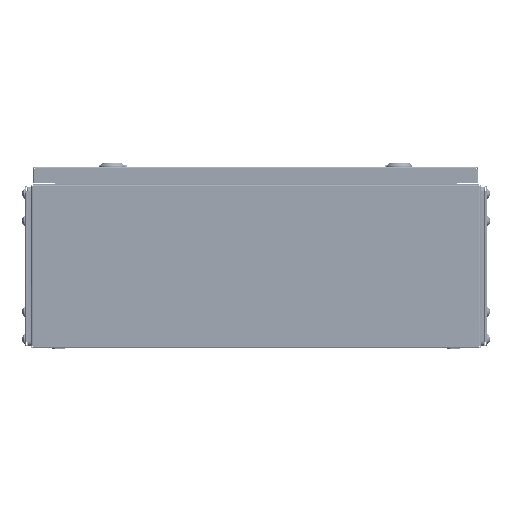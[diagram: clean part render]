
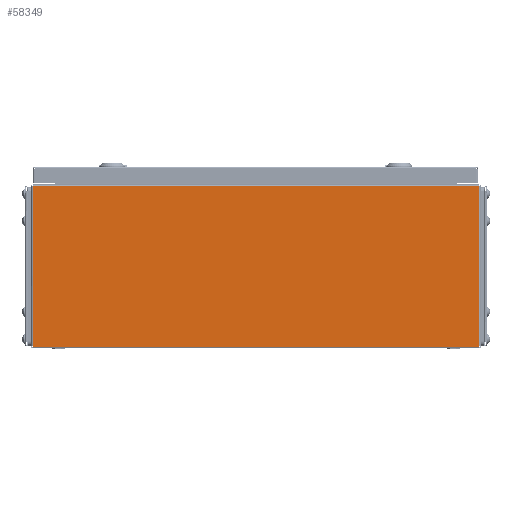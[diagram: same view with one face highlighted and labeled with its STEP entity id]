
A CAD part, left-side view. The second image highlights one B-rep face of the part: STEP entity #58349.
In plain terms, the highlighted planar face has unit normal (-1, 0, 0).
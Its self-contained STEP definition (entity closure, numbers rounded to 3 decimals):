
#67 = VECTOR ( 'NONE', #50805, 1000. ) ;
#4759 = CARTESIAN_POINT ( 'NONE',  ( -200., -245.5, 177.5 ) ) ;
#5779 = CARTESIAN_POINT ( 'NONE',  ( -200., 245.5, 177.5 ) ) ;
#6407 = EDGE_CURVE ( 'NONE', #20527, #30270, #47320, .T. ) ;
#7438 = CARTESIAN_POINT ( 'NONE',  ( -200., 245.5, 1. ) ) ;
#7468 = CARTESIAN_POINT ( 'NONE',  ( -200., -245.5, 177.5 ) ) ;
#8279 = VECTOR ( 'NONE', #60829, 1000. ) ;
#8704 = ORIENTED_EDGE ( 'NONE', *, *, #16970, .T. ) ;
#8860 = LINE ( 'NONE', #27116, #8279 ) ;
#9094 = VECTOR ( 'NONE', #16319, 1000. ) ;
#10693 = DIRECTION ( 'NONE',  ( 0., 0., -1. ) ) ;
#13965 = DIRECTION ( 'NONE',  ( 0., 1., 0. ) ) ;
#15740 = VECTOR ( 'NONE', #13965, 1000. ) ;
#16319 = DIRECTION ( 'NONE',  ( 0., 0., -1. ) ) ;
#16970 = EDGE_CURVE ( 'NONE', #39822, #20527, #65059, .T. ) ;
#20527 = VERTEX_POINT ( 'NONE', #4759 ) ;
#23982 = ORIENTED_EDGE ( 'NONE', *, *, #6407, .T. ) ;
#24410 = CARTESIAN_POINT ( 'NONE',  ( -200., -245.5, 0. ) ) ;
#27116 = CARTESIAN_POINT ( 'NONE',  ( -200., 245.5, 1. ) ) ;
#30270 = VERTEX_POINT ( 'NONE', #5779 ) ;
#32272 = AXIS2_PLACEMENT_3D ( 'NONE', #70014, #37552, #10693 ) ;
#33340 = ORIENTED_EDGE ( 'NONE', *, *, #48256, .T. ) ;
#37552 = DIRECTION ( 'NONE',  ( 1., 0., 0. ) ) ;
#39675 = ORIENTED_EDGE ( 'NONE', *, *, #83248, .F. ) ;
#39822 = VERTEX_POINT ( 'NONE', #56336 ) ;
#43645 = FACE_OUTER_BOUND ( 'NONE', #63874, .T. ) ;
#47320 = LINE ( 'NONE', #7468, #15740 ) ;
#48256 = EDGE_CURVE ( 'NONE', #30270, #74205, #53981, .T. ) ;
#50805 = DIRECTION ( 'NONE',  ( 0., 0., 1. ) ) ;
#53981 = LINE ( 'NONE', #80411, #9094 ) ;
#56336 = CARTESIAN_POINT ( 'NONE',  ( -200., -245.5, 1. ) ) ;
#58349 = ADVANCED_FACE ( 'NONE', ( #43645 ), #70434, .F. ) ;
#60829 = DIRECTION ( 'NONE',  ( 0., 1., 0. ) ) ;
#63874 = EDGE_LOOP ( 'NONE', ( #23982, #33340, #39675, #8704 ) ) ;
#65059 = LINE ( 'NONE', #24410, #67 ) ;
#70014 = CARTESIAN_POINT ( 'NONE',  ( -200., 0., 0. ) ) ;
#70434 = PLANE ( 'NONE',  #32272 ) ;
#74205 = VERTEX_POINT ( 'NONE', #7438 ) ;
#80411 = CARTESIAN_POINT ( 'NONE',  ( -200., 245.5, 0. ) ) ;
#83248 = EDGE_CURVE ( 'NONE', #39822, #74205, #8860, .T. ) ;
